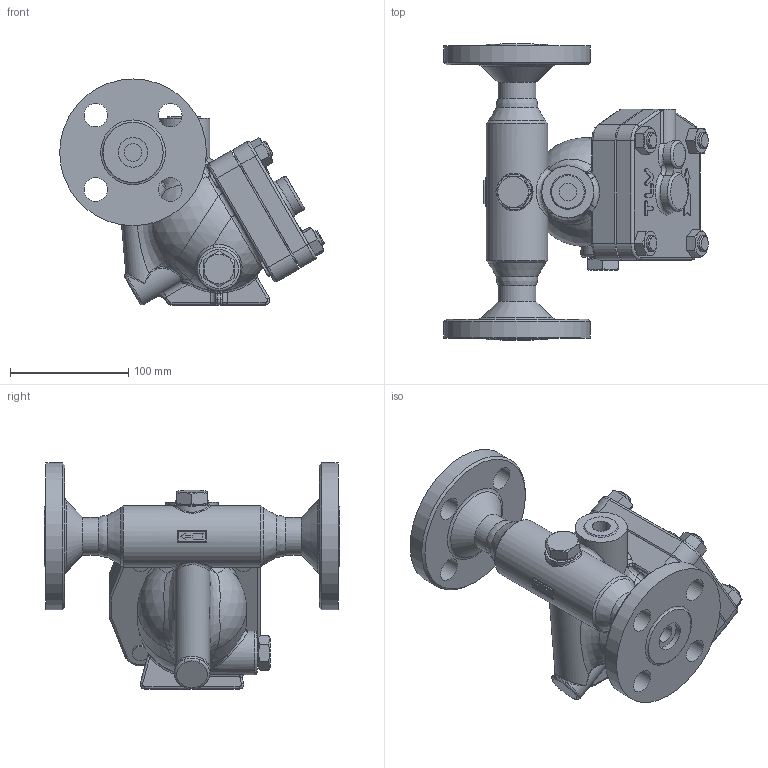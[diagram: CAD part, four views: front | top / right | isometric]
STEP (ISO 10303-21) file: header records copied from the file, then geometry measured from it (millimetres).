
FILE_DESCRIPTION((''),'2;1');
FILE_NAME('gas1n-025-a0300-00.stp','2010-10-28T09:53:45',('nakaot'),(''),'Autodesk Inventor 2008','Autodesk Inventor 2008','');
FILE_SCHEMA(('AUTOMOTIVE_DESIGN { 1 0 10303 214 1 1 1 1 }'));
Length unit declared in the file: millimetre
Products named in the file (1): gas1n-025-a0300-00
Bounding box: 223.62 x 250 x 191 mm (x, y, z)
Volume: 1961318.4 mm3; surface area: 197135.6 mm2
Topology: 1 solids, 1 shells, 455 faces, 1070 edges, 637 vertices
Faces by surface type: plane 157, bspline 122, cylinder 104, cone 50, torus 14, sphere 8
Full cylindrical faces by diameter (mm): 14 x12, 15 x1, 20 x4, 21 x1, 25 x1, 26 x1, 32 x1, 37 x1, 44 x1, 52 x1, 107 x1, 124 x1
Entity records: 21578 total; most frequent: CARTESIAN_POINT 12204, ORIENTED_EDGE 1938, DIRECTION 1835, EDGE_CURVE 969, AXIS2_PLACEMENT_3D 749, VERTEX_POINT 614, EDGE_LOOP 577, FACE_OUTER_BOUND 455
